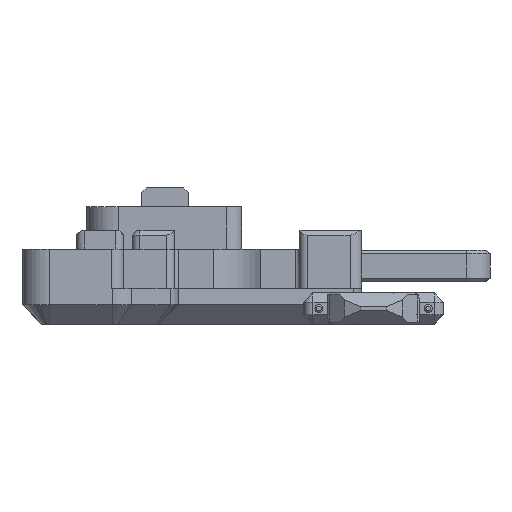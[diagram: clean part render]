
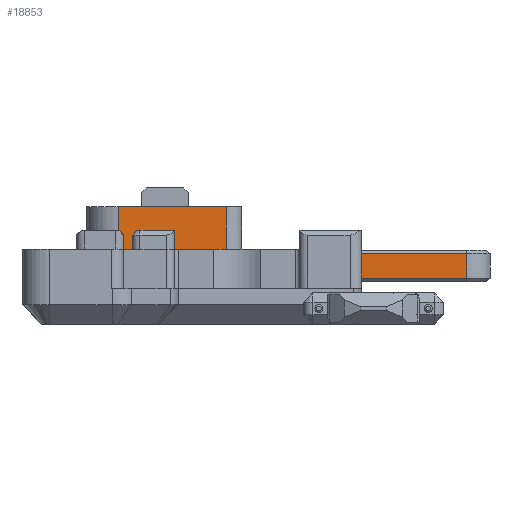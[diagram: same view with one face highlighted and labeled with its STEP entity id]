
A CAD part, front view. The second image highlights one B-rep face of the part: STEP entity #18853.
In plain terms, the highlighted planar face has unit normal (0, -1, 0).
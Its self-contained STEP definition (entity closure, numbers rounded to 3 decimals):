
#1501=FACE_OUTER_BOUND('',#2543,.T.);
#2543=EDGE_LOOP('',(#16852,#16853,#16854,#16855,#16856,#16857));
#4353=LINE('',#31627,#6244);
#4355=LINE('',#31633,#6246);
#4356=LINE('',#31635,#6247);
#4357=LINE('',#31637,#6248);
#4358=LINE('',#31639,#6249);
#4359=LINE('',#31640,#6250);
#6244=VECTOR('',#25943,10.);
#6246=VECTOR('',#25951,10.);
#6247=VECTOR('',#25952,10.);
#6248=VECTOR('',#25953,10.);
#6249=VECTOR('',#25954,10.);
#6250=VECTOR('',#25955,10.);
#8858=VERTEX_POINT('',#31618);
#8860=VERTEX_POINT('',#31624);
#8862=VERTEX_POINT('',#31632);
#8863=VERTEX_POINT('',#31634);
#8864=VERTEX_POINT('',#31636);
#8865=VERTEX_POINT('',#31638);
#11550=EDGE_CURVE('',#8858,#8860,#4353,.T.);
#11553=EDGE_CURVE('',#8860,#8862,#4355,.T.);
#11554=EDGE_CURVE('',#8862,#8863,#4356,.T.);
#11555=EDGE_CURVE('',#8863,#8864,#4357,.T.);
#11556=EDGE_CURVE('',#8864,#8865,#4358,.T.);
#11557=EDGE_CURVE('',#8865,#8858,#4359,.T.);
#16852=ORIENTED_EDGE('',*,*,#11553,.T.);
#16853=ORIENTED_EDGE('',*,*,#11554,.T.);
#16854=ORIENTED_EDGE('',*,*,#11555,.T.);
#16855=ORIENTED_EDGE('',*,*,#11556,.T.);
#16856=ORIENTED_EDGE('',*,*,#11557,.T.);
#16857=ORIENTED_EDGE('',*,*,#11550,.T.);
#17894=PLANE('',#20674);
#18853=ADVANCED_FACE('',(#1501),#17894,.F.);
#20674=AXIS2_PLACEMENT_3D('',#31631,#25949,#25950);
#25943=DIRECTION('',(-1.,0.,0.));
#25949=DIRECTION('center_axis',(0.,1.,0.));
#25950=DIRECTION('ref_axis',(1.,0.,0.));
#25951=DIRECTION('',(0.,0.,1.));
#25952=DIRECTION('',(-1.,0.,0.));
#25953=DIRECTION('',(0.,0.,-1.));
#25954=DIRECTION('',(1.,0.,0.));
#25955=DIRECTION('',(0.,0.,1.));
#31618=CARTESIAN_POINT('',(46.909,140.928,9.041));
#31624=CARTESIAN_POINT('',(16.119,140.928,9.041));
#31627=CARTESIAN_POINT('',(12.209,140.928,9.041));
#31631=CARTESIAN_POINT('Origin',(-1.691,140.928,9.441));
#31632=CARTESIAN_POINT('',(16.119,140.928,15.041));
#31633=CARTESIAN_POINT('',(16.119,140.928,9.441));
#31634=CARTESIAN_POINT('',(2.309,140.928,15.041));
#31635=CARTESIAN_POINT('',(46.909,140.928,15.041));
#31636=CARTESIAN_POINT('',(2.309,140.928,5.841));
#31637=CARTESIAN_POINT('',(2.309,140.928,9.441));
#31638=CARTESIAN_POINT('',(46.909,140.928,5.841));
#31639=CARTESIAN_POINT('',(12.209,140.928,5.841));
#31640=CARTESIAN_POINT('',(46.909,140.928,8.441));
